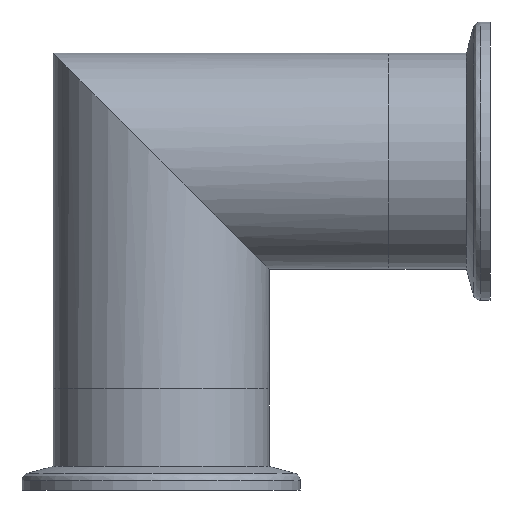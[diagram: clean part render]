
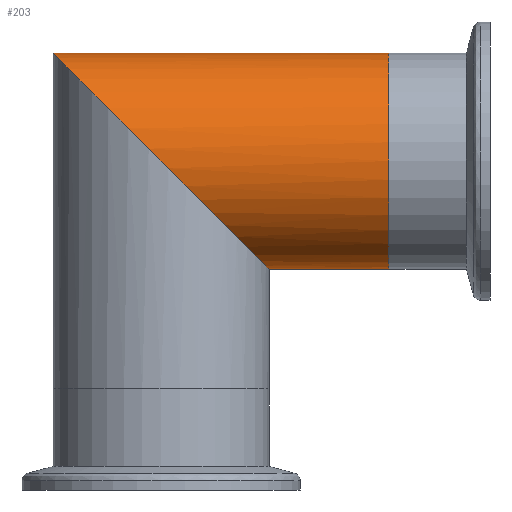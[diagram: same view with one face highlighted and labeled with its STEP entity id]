
A CAD part, front view. The second image highlights one B-rep face of the part: STEP entity #203.
In plain terms, the highlighted cylindrical face has radius 21.35 mm (diameter 42.7 mm), a partial arc.
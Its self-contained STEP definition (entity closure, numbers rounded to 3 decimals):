
#203=ADVANCED_FACE('',(#404),#403,.T.);
#403=CYLINDRICAL_SURFACE('',#805,21.35);
#404=FACE_OUTER_BOUND('',#806,.T.);
#802=CARTESIAN_POINT('',(0.,0.,0.));
#803=DIRECTION('',(1.,0.,0.));
#804=DIRECTION('',(0.,0.,1.));
#805=AXIS2_PLACEMENT_3D('',#802,#803,#804);
#806=EDGE_LOOP('',(#1054,#1055,#1056,#1057));
#1054=ORIENTED_EDGE('',*,*,#1184,.T.);
#1055=ORIENTED_EDGE('',*,*,#1192,.F.);
#1056=ORIENTED_EDGE('',*,*,#1189,.F.);
#1057=ORIENTED_EDGE('',*,*,#1193,.T.);
#1184=EDGE_CURVE('',#1436,#1437,#1438,.T.);
#1189=EDGE_CURVE('',#1465,#1464,#1472,.T.);
#1192=EDGE_CURVE('',#1464,#1437,#1492,.T.);
#1193=EDGE_CURVE('',#1465,#1436,#1498,.T.);
#1436=VERTEX_POINT('',#1910);
#1437=VERTEX_POINT('',#1911);
#1438=CIRCLE('',#1915,21.35);
#1464=VERTEX_POINT('',#1930);
#1465=VERTEX_POINT('',#1931);
#1472=(BOUNDED_CURVE() B_SPLINE_CURVE(2,(#1937,#1938,#1939,#1940,#1941),.UNSPECIFIED.,.F.,.F.) B_SPLINE_CURVE_WITH_KNOTS((3,2,3),(3.142,4.712,6.283),.UNSPECIFIED.) CURVE() GEOMETRIC_REPRESENTATION_ITEM() RATIONAL_B_SPLINE_CURVE((1.,0.707,1.,0.707,1.)) REPRESENTATION_ITEM('') );
#1492=(BOUNDED_CURVE() B_SPLINE_CURVE(1,(#1954,#1955),.UNSPECIFIED.,.F.,.F.) B_SPLINE_CURVE_WITH_KNOTS((2,2),(0.083,0.917),.UNSPECIFIED.) CURVE() GEOMETRIC_REPRESENTATION_ITEM() RATIONAL_B_SPLINE_CURVE((1.,1.)) REPRESENTATION_ITEM('') );
#1498=(BOUNDED_CURVE() B_SPLINE_CURVE(1,(#1956,#1957),.UNSPECIFIED.,.F.,.F.) B_SPLINE_CURVE_WITH_KNOTS((2,2),(0.619,0.917),.UNSPECIFIED.) CURVE() GEOMETRIC_REPRESENTATION_ITEM() RATIONAL_B_SPLINE_CURVE((0.75,0.75)) REPRESENTATION_ITEM('') );
#1910=CARTESIAN_POINT('',(0.,0.,-21.35));
#1911=CARTESIAN_POINT('',(0.,0.,21.35));
#1912=CARTESIAN_POINT('',(0.,0.,0.));
#1913=DIRECTION('',(-1.,0.,0.));
#1914=DIRECTION('',(0.,0.,1.));
#1915=AXIS2_PLACEMENT_3D('',#1912,#1913,#1914);
#1930=CARTESIAN_POINT('',(-66.4,0.,21.35));
#1931=CARTESIAN_POINT('',(-23.7,0.,-21.35));
#1937=CARTESIAN_POINT('',(-23.7,0.,-21.35));
#1938=CARTESIAN_POINT('',(-23.7,-21.35,-21.35));
#1939=CARTESIAN_POINT('',(-45.05,-21.35,0.));
#1940=CARTESIAN_POINT('',(-66.4,-21.35,21.35));
#1941=CARTESIAN_POINT('',(-66.4,0.,21.35));
#1954=CARTESIAN_POINT('',(-66.4,0.,21.35));
#1955=CARTESIAN_POINT('',(0.,0.,21.35));
#1956=CARTESIAN_POINT('',(-23.7,0.,-21.35));
#1957=CARTESIAN_POINT('',(0.,0.,-21.35));
